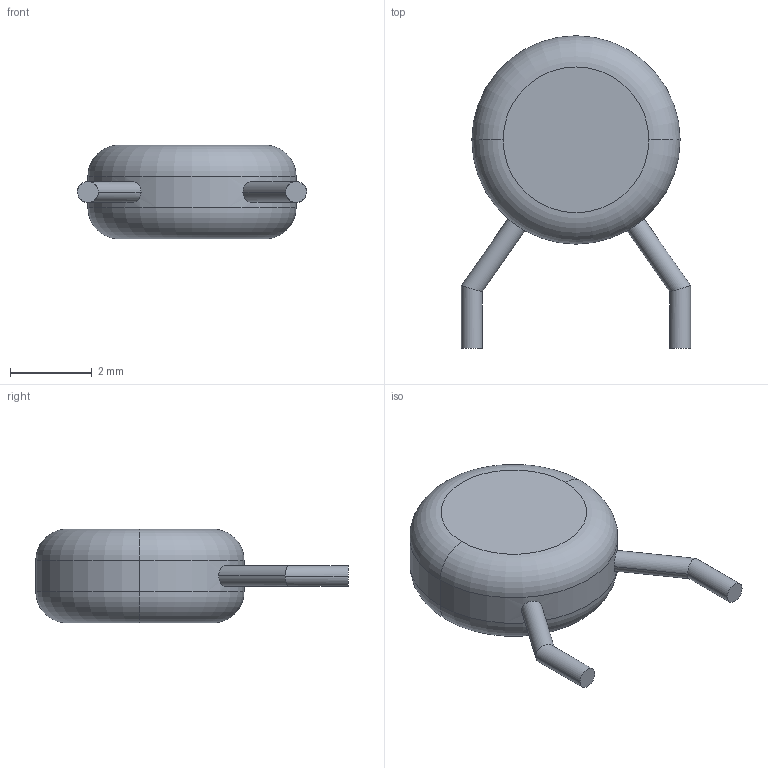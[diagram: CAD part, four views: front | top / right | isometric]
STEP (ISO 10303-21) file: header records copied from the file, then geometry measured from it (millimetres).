
FILE_DESCRIPTION (( 'STEP AP214' ), '1' );
FILE_NAME ('C6F5B06C-12E6-4D30-8814-94F84AA6A9F7.STEP', '2022-11-07T11:01:18', ( '' ), ( '' ), 'SwSTEP 2.0', 'SolidWorks 2022', '' );
FILE_SCHEMA (( 'AUTOMOTIVE_DESIGN' ));
Length unit declared in the file: inch
Products named in the file (1): C6F5B06C-12E6-4D30-8814-94F84AA6A9F7
Bounding box: 5.59 x 7.62 x 2.29 mm (x, y, z)
Volume: 44 mm3; surface area: 76.7 mm2
Topology: 1 solids, 1 shells, 18 faces, 34 edges, 20 vertices
Faces by surface type: cylinder 10, torus 4, plane 4
Entity records: 622 total; most frequent: CARTESIAN_POINT 121, DIRECTION 80, ORIENTED_EDGE 68, AXIS2_PLACEMENT_3D 35, EDGE_CURVE 34, VERTEX_POINT 20, EDGE_LOOP 20, ADVANCED_FACE 18
